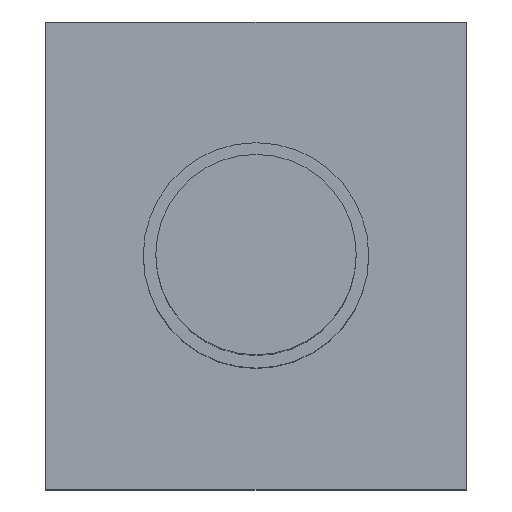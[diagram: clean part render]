
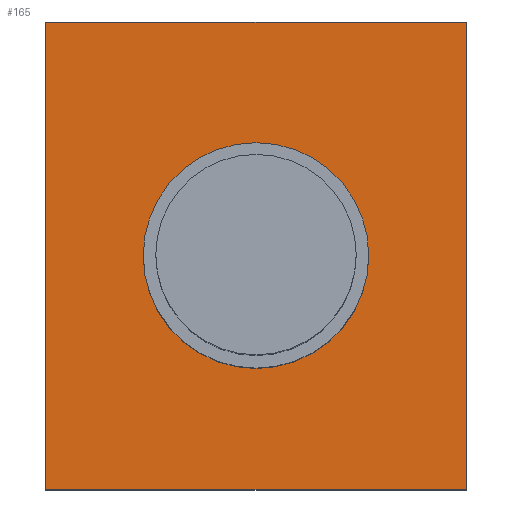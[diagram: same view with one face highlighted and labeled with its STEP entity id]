
A CAD part, top view. The second image highlights one B-rep face of the part: STEP entity #165.
In plain terms, the highlighted planar face has unit normal (0, 0, 1).
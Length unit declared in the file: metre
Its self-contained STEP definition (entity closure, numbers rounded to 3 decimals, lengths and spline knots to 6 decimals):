
#17=CIRCLE('',#204,0.003375);
#39=ORIENTED_EDGE('',*,*,#71,.F.);
#40=ORIENTED_EDGE('',*,*,#61,.F.);
#41=ORIENTED_EDGE('',*,*,#65,.T.);
#42=ORIENTED_EDGE('',*,*,#68,.T.);
#43=ORIENTED_EDGE('',*,*,#70,.F.);
#61=EDGE_CURVE('',#79,#80,#93,.T.);
#65=EDGE_CURVE('',#79,#82,#97,.T.);
#68=EDGE_CURVE('',#82,#84,#100,.T.);
#70=EDGE_CURVE('',#80,#84,#102,.T.);
#71=EDGE_CURVE('',#85,#85,#17,.T.);
#79=VERTEX_POINT('',#279);
#80=VERTEX_POINT('',#281);
#82=VERTEX_POINT('',#287);
#84=VERTEX_POINT('',#293);
#85=VERTEX_POINT('',#300);
#93=LINE('',#280,#105);
#97=LINE('',#288,#109);
#100=LINE('',#294,#112);
#102=LINE('',#297,#114);
#105=VECTOR('',#225,1.);
#109=VECTOR('',#231,1.);
#112=VECTOR('',#236,1.);
#114=VECTOR('',#240,1.);
#119=EDGE_LOOP('',(#39));
#120=EDGE_LOOP('',(#40,#41,#42,#43));
#137=FACE_BOUND('',#119,.T.);
#138=FACE_BOUND('',#120,.T.);
#155=PLANE('',#203);
#165=ADVANCED_FACE('',(#137,#138),#155,.T.);
#203=AXIS2_PLACEMENT_3D('',#298,#241,#242);
#204=AXIS2_PLACEMENT_3D('',#299,#243,#244);
#225=DIRECTION('',(0.,-1.,0.));
#231=DIRECTION('',(-1.,0.,0.));
#236=DIRECTION('',(0.,-1.,0.));
#240=DIRECTION('',(-1.,0.,0.));
#241=DIRECTION('',(0.,0.,1.));
#242=DIRECTION('',(1.,0.,0.));
#243=DIRECTION('',(0.,0.,1.));
#244=DIRECTION('',(1.,0.,0.));
#279=CARTESIAN_POINT('',(0.0088,0.014,0.00675));
#280=CARTESIAN_POINT('',(0.0088,0.007,0.00675));
#281=CARTESIAN_POINT('',(0.0088,0.,0.00675));
#287=CARTESIAN_POINT('',(-0.0038,0.014,0.00675));
#288=CARTESIAN_POINT('',(0.0025,0.014,0.00675));
#293=CARTESIAN_POINT('',(-0.0038,0.,0.00675));
#294=CARTESIAN_POINT('',(-0.0038,0.007,0.00675));
#297=CARTESIAN_POINT('',(0.0025,0.,0.00675));
#298=CARTESIAN_POINT('',(0.0025,0.007,0.00675));
#299=CARTESIAN_POINT('',(0.0025,0.007,0.00675));
#300=CARTESIAN_POINT('',(0.005875,0.007,0.00675));
